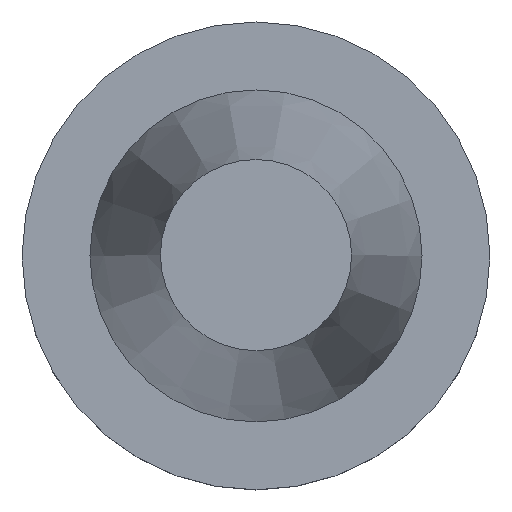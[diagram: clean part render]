
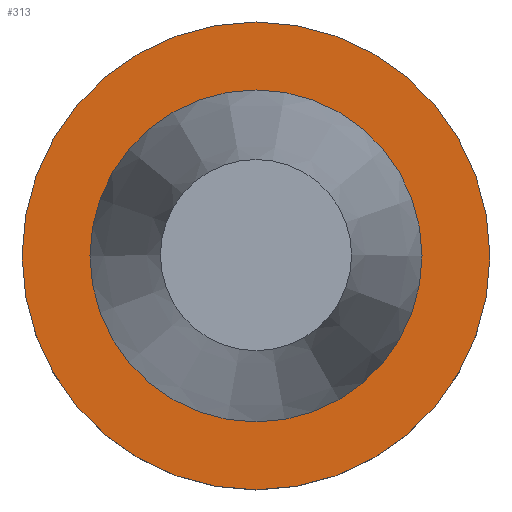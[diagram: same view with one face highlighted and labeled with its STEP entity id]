
A CAD part, top view. The second image highlights one B-rep face of the part: STEP entity #313.
In plain terms, the highlighted planar face has unit normal (0, 0, 1).
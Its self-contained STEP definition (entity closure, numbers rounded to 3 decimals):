
#6 = ORIENTED_EDGE ( 'NONE', *, *, #231, .F. ) ;
#13 = DIRECTION ( 'NONE',  ( 0., 0., 1. ) ) ;
#21 = PLANE ( 'NONE',  #290 ) ;
#28 = AXIS2_PLACEMENT_3D ( 'NONE', #298, #109, #387 ) ;
#91 = CIRCLE ( 'NONE', #28, 49.215 ) ;
#105 = CIRCLE ( 'NONE', #212, 34.925 ) ;
#109 = DIRECTION ( 'NONE',  ( 0., 0., 1. ) ) ;
#117 = VERTEX_POINT ( 'NONE', #276 ) ;
#141 = CARTESIAN_POINT ( 'NONE',  ( 0., 49.215, -1.5 ) ) ;
#146 = ORIENTED_EDGE ( 'NONE', *, *, #320, .T. ) ;
#165 = DIRECTION ( 'NONE',  ( 0., 0., -1. ) ) ;
#212 = AXIS2_PLACEMENT_3D ( 'NONE', #319, #13, #376 ) ;
#231 = EDGE_CURVE ( 'NONE', #273, #273, #105, .T. ) ;
#243 = CARTESIAN_POINT ( 'NONE',  ( 34.925, 0., -1.5 ) ) ;
#272 = EDGE_LOOP ( 'NONE', ( #146 ) ) ;
#273 = VERTEX_POINT ( 'NONE', #243 ) ;
#276 = CARTESIAN_POINT ( 'NONE',  ( 49.215, 0., -1.5 ) ) ;
#290 = AXIS2_PLACEMENT_3D ( 'NONE', #141, #165, #358 ) ;
#296 = FACE_OUTER_BOUND ( 'NONE', #272, .T. ) ;
#298 = CARTESIAN_POINT ( 'NONE',  ( 0., 0., -1.5 ) ) ;
#313 = ADVANCED_FACE ( 'NONE', ( #390, #296 ), #21, .F. ) ;
#319 = CARTESIAN_POINT ( 'NONE',  ( 0., 0., -1.5 ) ) ;
#320 = EDGE_CURVE ( 'NONE', #117, #117, #91, .T. ) ;
#358 = DIRECTION ( 'NONE',  ( -1., 0., 0. ) ) ;
#371 = EDGE_LOOP ( 'NONE', ( #6 ) ) ;
#376 = DIRECTION ( 'NONE',  ( 1., 0., 0. ) ) ;
#387 = DIRECTION ( 'NONE',  ( 1., 0., 0. ) ) ;
#390 = FACE_BOUND ( 'NONE', #371, .T. ) ;
